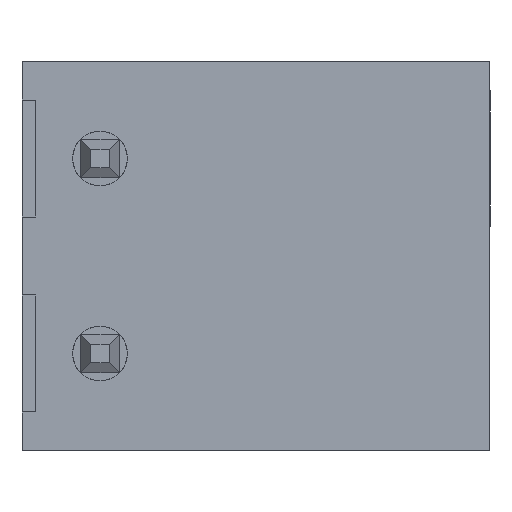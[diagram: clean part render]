
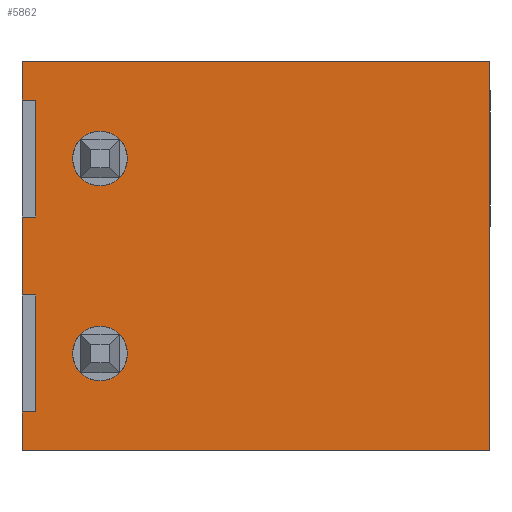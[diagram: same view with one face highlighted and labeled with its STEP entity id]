
A CAD part, front view. The second image highlights one B-rep face of the part: STEP entity #5862.
In plain terms, the highlighted planar face has unit normal (0, -1, 0).
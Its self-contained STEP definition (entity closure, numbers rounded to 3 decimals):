
#33 = EDGE_CURVE ( 'NONE', #4693, #3237, #5835, .T. ) ;
#81 = ORIENTED_EDGE ( 'NONE', *, *, #3473, .T. ) ;
#91 = EDGE_CURVE ( 'NONE', #3237, #6060, #476, .T. ) ;
#146 = LINE ( 'NONE', #713, #1612 ) ;
#280 = DIRECTION ( 'NONE',  ( 0., 0., -1. ) ) ;
#327 = EDGE_CURVE ( 'NONE', #6279, #6260, #4877, .T. ) ;
#363 = AXIS2_PLACEMENT_3D ( 'NONE', #5132, #835, #1771 ) ;
#423 = CARTESIAN_POINT ( 'NONE',  ( 36.977, 37.773, -3.5 ) ) ;
#446 = CARTESIAN_POINT ( 'NONE',  ( 36.977, 37.773, -1.5 ) ) ;
#475 = EDGE_CURVE ( 'NONE', #5577, #5870, #146, .T. ) ;
#476 = LINE ( 'NONE', #2969, #2694 ) ;
#531 = EDGE_CURVE ( 'NONE', #4124, #5870, #851, .T. ) ;
#604 = AXIS2_PLACEMENT_3D ( 'NONE', #3693, #2603, #2097 ) ;
#713 = CARTESIAN_POINT ( 'NONE',  ( 0., 37.773, -1.5 ) ) ;
#817 = DIRECTION ( 'NONE',  ( 0., 1., 0. ) ) ;
#835 = DIRECTION ( 'NONE',  ( 0., 1., 0. ) ) ;
#845 = CARTESIAN_POINT ( 'NONE',  ( 38.627, 37.773, 0. ) ) ;
#846 = CARTESIAN_POINT ( 'NONE',  ( 36.977, 37.773, 0. ) ) ;
#851 = LINE ( 'NONE', #3757, #2282 ) ;
#906 = DIRECTION ( 'NONE',  ( 0., 0., -1. ) ) ;
#910 = DIRECTION ( 'NONE',  ( 0., 0., -1. ) ) ;
#953 = ORIENTED_EDGE ( 'NONE', *, *, #3061, .T. ) ;
#984 = FACE_OUTER_BOUND ( 'NONE', #1138, .T. ) ;
#1015 = VECTOR ( 'NONE', #2044, 1000. ) ;
#1017 = ORIENTED_EDGE ( 'NONE', *, *, #91, .T. ) ;
#1138 = EDGE_LOOP ( 'NONE', ( #3870, #3429, #1017, #5580, #5542, #1500, #3636, #6495, #3669, #5312, #6217, #1490 ) ) ;
#1191 = EDGE_CURVE ( 'NONE', #5516, #4124, #3280, .T. ) ;
#1258 = EDGE_CURVE ( 'NONE', #4693, #5876, #3861, .T. ) ;
#1278 = DIRECTION ( 'NONE',  ( 0., 0., -1. ) ) ;
#1324 = VERTEX_POINT ( 'NONE', #1510 ) ;
#1375 = CARTESIAN_POINT ( 'NONE',  ( 36.627, 37.773, 0. ) ) ;
#1490 = ORIENTED_EDGE ( 'NONE', *, *, #5470, .F. ) ;
#1500 = ORIENTED_EDGE ( 'NONE', *, *, #1191, .T. ) ;
#1505 = AXIS2_PLACEMENT_3D ( 'NONE', #4320, #817, #6281 ) ;
#1510 = CARTESIAN_POINT ( 'NONE',  ( 36.627, 37.773, -3.5 ) ) ;
#1522 = DIRECTION ( 'NONE',  ( 0., 0., 1. ) ) ;
#1612 = VECTOR ( 'NONE', #4075, 1000. ) ;
#1683 = EDGE_CURVE ( 'NONE', #6323, #2485, #3290, .T. ) ;
#1771 = DIRECTION ( 'NONE',  ( 0., 0., -1. ) ) ;
#1890 = FACE_BOUND ( 'NONE', #3210, .T. ) ;
#1903 = CARTESIAN_POINT ( 'NONE',  ( 36.627, 37.773, 0. ) ) ;
#1909 = EDGE_CURVE ( 'NONE', #4293, #5516, #2644, .T. ) ;
#1920 = DIRECTION ( 'NONE',  ( 0., 0., -1. ) ) ;
#1928 = VERTEX_POINT ( 'NONE', #4634 ) ;
#1953 = CARTESIAN_POINT ( 'NONE',  ( 36.627, 37.773, -6.5 ) ) ;
#1990 = PLANE ( 'NONE',  #3304 ) ;
#2020 = EDGE_CURVE ( 'NONE', #5577, #1324, #3317, .T. ) ;
#2044 = DIRECTION ( 'NONE',  ( 1., 0., 0. ) ) ;
#2075 = EDGE_LOOP ( 'NONE', ( #5285, #953 ) ) ;
#2097 = DIRECTION ( 'NONE',  ( 0., 0., -1. ) ) ;
#2282 = VECTOR ( 'NONE', #280, 1000. ) ;
#2310 = EDGE_CURVE ( 'NONE', #3348, #1928, #3320, .T. ) ;
#2402 = DIRECTION ( 'NONE',  ( 1., 0., 0. ) ) ;
#2457 = CARTESIAN_POINT ( 'NONE',  ( 38.627, 37.773, -5.7 ) ) ;
#2485 = VERTEX_POINT ( 'NONE', #5103 ) ;
#2603 = DIRECTION ( 'NONE',  ( 0., 1., 0. ) ) ;
#2644 = LINE ( 'NONE', #3672, #2715 ) ;
#2694 = VECTOR ( 'NONE', #1522, 1000. ) ;
#2715 = VECTOR ( 'NONE', #3700, 1000. ) ;
#2790 = CARTESIAN_POINT ( 'NONE',  ( 36.627, 37.773, 2.5 ) ) ;
#2969 = CARTESIAN_POINT ( 'NONE',  ( 48.627, 37.773, 0. ) ) ;
#3035 = CARTESIAN_POINT ( 'NONE',  ( 48.627, 37.773, -7.5 ) ) ;
#3061 = EDGE_CURVE ( 'NONE', #6260, #6279, #4111, .T. ) ;
#3146 = CARTESIAN_POINT ( 'NONE',  ( 36.977, 37.773, 1.5 ) ) ;
#3197 = CARTESIAN_POINT ( 'NONE',  ( 48.627, 37.773, 2.5 ) ) ;
#3210 = EDGE_LOOP ( 'NONE', ( #81, #5025 ) ) ;
#3237 = VERTEX_POINT ( 'NONE', #3035 ) ;
#3280 = LINE ( 'NONE', #6197, #4123 ) ;
#3290 = LINE ( 'NONE', #846, #6482 ) ;
#3304 = AXIS2_PLACEMENT_3D ( 'NONE', #4920, #4855, #1920 ) ;
#3317 = LINE ( 'NONE', #1375, #5016 ) ;
#3320 = CIRCLE ( 'NONE', #604, 0.7 ) ;
#3332 = DIRECTION ( 'NONE',  ( -1., 0., 0. ) ) ;
#3348 = VERTEX_POINT ( 'NONE', #6275 ) ;
#3429 = ORIENTED_EDGE ( 'NONE', *, *, #33, .T. ) ;
#3435 = CARTESIAN_POINT ( 'NONE',  ( 36.627, 37.773, 1.5 ) ) ;
#3473 = EDGE_CURVE ( 'NONE', #1928, #3348, #6086, .T. ) ;
#3575 = EDGE_CURVE ( 'NONE', #6060, #4293, #5918, .T. ) ;
#3636 = ORIENTED_EDGE ( 'NONE', *, *, #531, .T. ) ;
#3669 = ORIENTED_EDGE ( 'NONE', *, *, #2020, .T. ) ;
#3672 = CARTESIAN_POINT ( 'NONE',  ( 36.627, 37.773, 0. ) ) ;
#3693 = CARTESIAN_POINT ( 'NONE',  ( 38.627, 37.773, 0. ) ) ;
#3700 = DIRECTION ( 'NONE',  ( 0., 0., -1. ) ) ;
#3717 = VECTOR ( 'NONE', #6045, 1000. ) ;
#3757 = CARTESIAN_POINT ( 'NONE',  ( 36.977, 37.773, 0. ) ) ;
#3861 = LINE ( 'NONE', #1903, #6221 ) ;
#3870 = ORIENTED_EDGE ( 'NONE', *, *, #1258, .F. ) ;
#3882 = LINE ( 'NONE', #5438, #4596 ) ;
#4034 = CARTESIAN_POINT ( 'NONE',  ( 0., 37.773, -3.5 ) ) ;
#4075 = DIRECTION ( 'NONE',  ( 1., 0., 0. ) ) ;
#4111 = CIRCLE ( 'NONE', #1505, 0.7 ) ;
#4123 = VECTOR ( 'NONE', #4766, 1000. ) ;
#4124 = VERTEX_POINT ( 'NONE', #3146 ) ;
#4265 = CARTESIAN_POINT ( 'NONE',  ( 38.627, 37.773, -4.3 ) ) ;
#4293 = VERTEX_POINT ( 'NONE', #2790 ) ;
#4320 = CARTESIAN_POINT ( 'NONE',  ( 38.627, 37.773, -5. ) ) ;
#4415 = CARTESIAN_POINT ( 'NONE',  ( 38.127, 37.773, 2.5 ) ) ;
#4484 = FACE_BOUND ( 'NONE', #2075, .T. ) ;
#4510 = EDGE_CURVE ( 'NONE', #1324, #6323, #5098, .T. ) ;
#4596 = VECTOR ( 'NONE', #2402, 1000. ) ;
#4634 = CARTESIAN_POINT ( 'NONE',  ( 38.627, 37.773, -0.7 ) ) ;
#4693 = VERTEX_POINT ( 'NONE', #4780 ) ;
#4766 = DIRECTION ( 'NONE',  ( 1., 0., 0. ) ) ;
#4780 = CARTESIAN_POINT ( 'NONE',  ( 36.627, 37.773, -7.5 ) ) ;
#4855 = DIRECTION ( 'NONE',  ( 0., -1., 0. ) ) ;
#4858 = CARTESIAN_POINT ( 'NONE',  ( 38.127, 37.773, -7.5 ) ) ;
#4866 = DIRECTION ( 'NONE',  ( 0., 0., 1. ) ) ;
#4877 = CIRCLE ( 'NONE', #363, 0.7 ) ;
#4920 = CARTESIAN_POINT ( 'NONE',  ( 38.127, 37.773, 0. ) ) ;
#5016 = VECTOR ( 'NONE', #1278, 1000. ) ;
#5025 = ORIENTED_EDGE ( 'NONE', *, *, #2310, .T. ) ;
#5098 = LINE ( 'NONE', #4034, #3717 ) ;
#5103 = CARTESIAN_POINT ( 'NONE',  ( 36.977, 37.773, -6.5 ) ) ;
#5132 = CARTESIAN_POINT ( 'NONE',  ( 38.627, 37.773, -5. ) ) ;
#5285 = ORIENTED_EDGE ( 'NONE', *, *, #327, .T. ) ;
#5312 = ORIENTED_EDGE ( 'NONE', *, *, #4510, .T. ) ;
#5438 = CARTESIAN_POINT ( 'NONE',  ( 0., 37.773, -6.5 ) ) ;
#5470 = EDGE_CURVE ( 'NONE', #5876, #2485, #3882, .T. ) ;
#5516 = VERTEX_POINT ( 'NONE', #3435 ) ;
#5542 = ORIENTED_EDGE ( 'NONE', *, *, #1909, .T. ) ;
#5577 = VERTEX_POINT ( 'NONE', #6422 ) ;
#5580 = ORIENTED_EDGE ( 'NONE', *, *, #3575, .T. ) ;
#5835 = LINE ( 'NONE', #4858, #1015 ) ;
#5862 = ADVANCED_FACE ( 'NONE', ( #984, #4484, #1890 ), #1990, .T. ) ;
#5870 = VERTEX_POINT ( 'NONE', #446 ) ;
#5876 = VERTEX_POINT ( 'NONE', #1953 ) ;
#5918 = LINE ( 'NONE', #4415, #6079 ) ;
#5980 = AXIS2_PLACEMENT_3D ( 'NONE', #845, #6433, #906 ) ;
#6045 = DIRECTION ( 'NONE',  ( 1., 0., 0. ) ) ;
#6060 = VERTEX_POINT ( 'NONE', #3197 ) ;
#6079 = VECTOR ( 'NONE', #3332, 1000. ) ;
#6086 = CIRCLE ( 'NONE', #5980, 0.7 ) ;
#6197 = CARTESIAN_POINT ( 'NONE',  ( 0., 37.773, 1.5 ) ) ;
#6217 = ORIENTED_EDGE ( 'NONE', *, *, #1683, .T. ) ;
#6221 = VECTOR ( 'NONE', #4866, 1000. ) ;
#6260 = VERTEX_POINT ( 'NONE', #4265 ) ;
#6275 = CARTESIAN_POINT ( 'NONE',  ( 38.627, 37.773, 0.7 ) ) ;
#6279 = VERTEX_POINT ( 'NONE', #2457 ) ;
#6281 = DIRECTION ( 'NONE',  ( 0., 0., -1. ) ) ;
#6323 = VERTEX_POINT ( 'NONE', #423 ) ;
#6422 = CARTESIAN_POINT ( 'NONE',  ( 36.627, 37.773, -1.5 ) ) ;
#6433 = DIRECTION ( 'NONE',  ( 0., 1., 0. ) ) ;
#6482 = VECTOR ( 'NONE', #910, 1000. ) ;
#6495 = ORIENTED_EDGE ( 'NONE', *, *, #475, .F. ) ;
